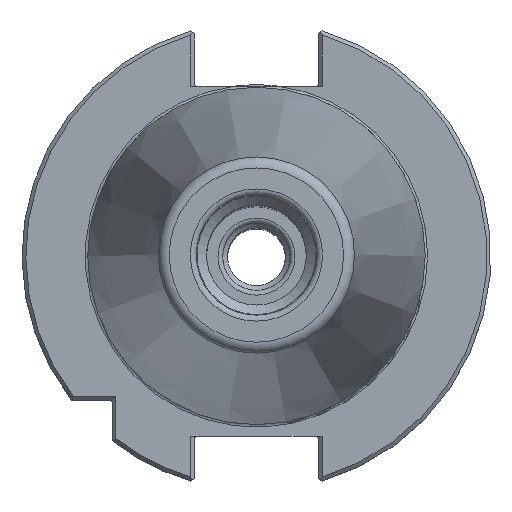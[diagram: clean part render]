
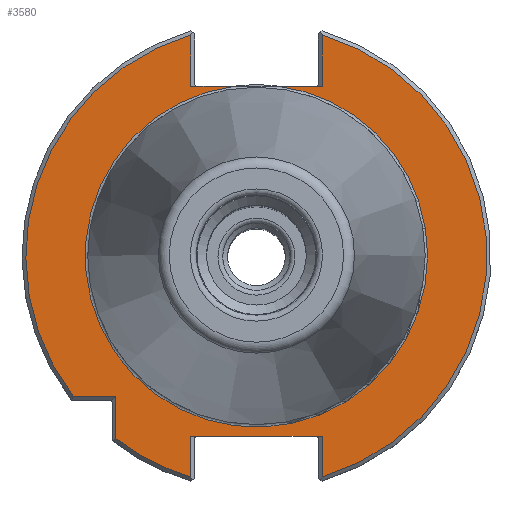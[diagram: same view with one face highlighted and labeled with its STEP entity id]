
A CAD part, top view. The second image highlights one B-rep face of the part: STEP entity #3580.
In plain terms, the highlighted planar face has unit normal (0, 0, 1).
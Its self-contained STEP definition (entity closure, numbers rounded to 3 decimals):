
#117=LINE('',#5134,#221);
#121=LINE('',#5150,#225);
#133=LINE('',#5292,#237);
#138=LINE('',#5306,#242);
#159=LINE('',#5372,#263);
#160=LINE('',#5374,#264);
#161=LINE('',#5376,#265);
#162=LINE('',#5377,#266);
#163=LINE('',#5378,#267);
#221=VECTOR('',#4364,1000.);
#225=VECTOR('',#4374,1000.);
#237=VECTOR('',#4444,1000.);
#242=VECTOR('',#4455,1000.);
#263=VECTOR('',#4514,1000.);
#264=VECTOR('',#4517,1000.);
#265=VECTOR('',#4518,1000.);
#266=VECTOR('',#4519,1000.);
#267=VECTOR('',#4520,1000.);
#360=PLANE('',#3876);
#840=ORIENTED_EDGE('',*,*,#1189,.T.);
#841=ORIENTED_EDGE('',*,*,#1263,.T.);
#842=ORIENTED_EDGE('',*,*,#1264,.F.);
#843=ORIENTED_EDGE('',*,*,#1265,.T.);
#844=ORIENTED_EDGE('',*,*,#1191,.T.);
#845=ORIENTED_EDGE('',*,*,#1233,.T.);
#846=ORIENTED_EDGE('',*,*,#1266,.F.);
#847=ORIENTED_EDGE('',*,*,#1187,.F.);
#848=ORIENTED_EDGE('',*,*,#1267,.F.);
#849=ORIENTED_EDGE('',*,*,#1226,.T.);
#850=ORIENTED_EDGE('',*,*,#1184,.T.);
#851=ORIENTED_EDGE('',*,*,#1183,.T.);
#852=ORIENTED_EDGE('',*,*,#1176,.T.);
#1176=EDGE_CURVE('',#1461,#1460,#117,.T.);
#1183=EDGE_CURVE('',#1464,#1461,#121,.T.);
#1184=EDGE_CURVE('',#1466,#1464,#1660,.T.);
#1187=EDGE_CURVE('',#1468,#1467,#1662,.T.);
#1189=EDGE_CURVE('',#1460,#1469,#1663,.T.);
#1191=EDGE_CURVE('',#1472,#1471,#1664,.T.);
#1226=EDGE_CURVE('',#1495,#1466,#133,.T.);
#1233=EDGE_CURVE('',#1471,#1500,#138,.T.);
#1263=EDGE_CURVE('',#1469,#1518,#159,.T.);
#1264=EDGE_CURVE('',#1519,#1518,#160,.T.);
#1265=EDGE_CURVE('',#1519,#1472,#161,.T.);
#1266=EDGE_CURVE('',#1467,#1500,#162,.T.);
#1267=EDGE_CURVE('',#1495,#1468,#163,.T.);
#1460=VERTEX_POINT('',#5133);
#1461=VERTEX_POINT('',#5135);
#1464=VERTEX_POINT('',#5146);
#1466=VERTEX_POINT('',#5153);
#1467=VERTEX_POINT('',#5160);
#1468=VERTEX_POINT('',#5161);
#1469=VERTEX_POINT('',#5168);
#1471=VERTEX_POINT('',#5176);
#1472=VERTEX_POINT('',#5178);
#1495=VERTEX_POINT('',#5293);
#1500=VERTEX_POINT('',#5305);
#1518=VERTEX_POINT('',#5371);
#1519=VERTEX_POINT('',#5375);
#1660=CIRCLE('',#3826,47.95);
#1662=CIRCLE('',#3829,35.591);
#1663=CIRCLE('',#3831,47.95);
#1664=CIRCLE('',#3833,47.95);
#1900=EDGE_LOOP('',(#840,#841,#842,#843,#844,#845,#846,#847,#848,#849,#850,
#851,#852));
#2165=FACE_BOUND('',#1900,.T.);
#3580=ADVANCED_FACE('',(#2165),#360,.T.);
#3826=AXIS2_PLACEMENT_3D('',#5152,#4377,#4378);
#3829=AXIS2_PLACEMENT_3D('',#5162,#4383,#4384);
#3831=AXIS2_PLACEMENT_3D('',#5169,#4387,#4388);
#3833=AXIS2_PLACEMENT_3D('',#5177,#4391,#4392);
#3876=AXIS2_PLACEMENT_3D('',#5373,#4515,#4516);
#4364=DIRECTION('',(0.,-1.,0.));
#4374=DIRECTION('',(1.,0.,0.));
#4377=DIRECTION('',(0.,0.,1.));
#4378=DIRECTION('',(1.,0.,0.));
#4383=DIRECTION('',(0.,0.,1.));
#4384=DIRECTION('',(1.,0.,0.));
#4387=DIRECTION('',(0.,0.,1.));
#4388=DIRECTION('',(1.,0.,0.));
#4391=DIRECTION('',(0.,0.,1.));
#4392=DIRECTION('',(1.,0.,0.));
#4444=DIRECTION('',(0.,1.,0.));
#4455=DIRECTION('',(0.,-1.,0.));
#4514=DIRECTION('',(0.,1.,0.));
#4515=DIRECTION('',(0.,0.,1.));
#4516=DIRECTION('',(1.,0.,0.));
#4517=DIRECTION('',(-1.,0.,0.));
#4518=DIRECTION('',(0.,-1.,0.));
#4519=DIRECTION('',(1.,0.,0.));
#4520=DIRECTION('',(1.,0.,0.));
#5133=CARTESIAN_POINT('',(-29.2,-38.034,-3.2));
#5134=CARTESIAN_POINT('',(-29.2,-38.616,-3.2));
#5135=CARTESIAN_POINT('',(-29.2,-29.2,-3.2));
#5146=CARTESIAN_POINT('',(-38.034,-29.2,-3.2));
#5150=CARTESIAN_POINT('',(-30.,-29.2,-3.2));
#5152=CARTESIAN_POINT('',(0.,0.,-3.2));
#5153=CARTESIAN_POINT('',(-13.65,45.966,-3.2));
#5160=CARTESIAN_POINT('',(4.543,35.3,-3.2));
#5161=CARTESIAN_POINT('',(-4.543,35.3,-3.2));
#5162=CARTESIAN_POINT('',(0.,0.,-3.2));
#5168=CARTESIAN_POINT('',(-13.65,-45.966,-3.2));
#5169=CARTESIAN_POINT('',(0.,0.,-3.2));
#5176=CARTESIAN_POINT('',(13.65,45.966,-3.2));
#5177=CARTESIAN_POINT('',(0.,0.,-3.2));
#5178=CARTESIAN_POINT('',(13.65,-45.966,-3.2));
#5292=CARTESIAN_POINT('',(-13.65,47.181,-3.2));
#5293=CARTESIAN_POINT('',(-13.65,35.3,-3.2));
#5305=CARTESIAN_POINT('',(13.65,35.3,-3.2));
#5306=CARTESIAN_POINT('',(13.65,35.3,-3.2));
#5371=CARTESIAN_POINT('',(-13.65,-37.5,-3.2));
#5372=CARTESIAN_POINT('',(-13.65,-37.5,-3.2));
#5373=CARTESIAN_POINT('',(35.591,0.,-3.2));
#5374=CARTESIAN_POINT('',(12.85,-37.5,-3.2));
#5375=CARTESIAN_POINT('',(13.65,-37.5,-3.2));
#5376=CARTESIAN_POINT('',(13.65,-47.181,-3.2));
#5377=CARTESIAN_POINT('',(-12.85,35.3,-3.2));
#5378=CARTESIAN_POINT('',(-12.85,35.3,-3.2));
